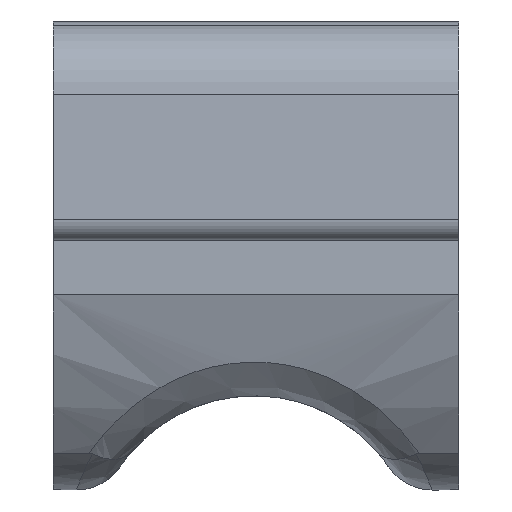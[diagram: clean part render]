
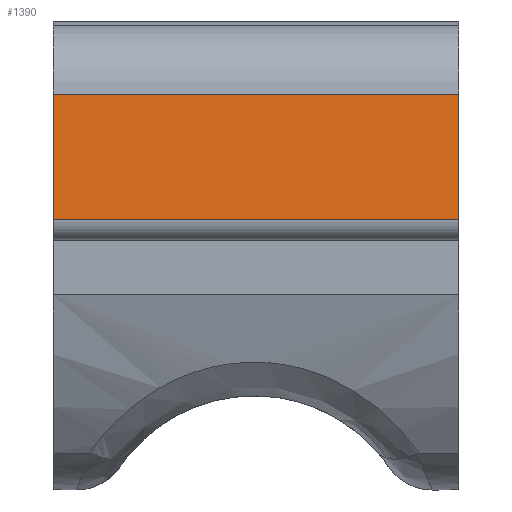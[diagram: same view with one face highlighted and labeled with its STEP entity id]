
A CAD part, left-side view. The second image highlights one B-rep face of the part: STEP entity #1390.
In plain terms, the highlighted planar face has unit normal (-0.999, 0, 0.049).
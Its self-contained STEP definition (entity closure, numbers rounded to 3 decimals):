
#39=PLANE('',#1526);
#103=LINE('',#2568,#231);
#111=LINE('',#2595,#239);
#159=LINE('',#2762,#287);
#160=LINE('',#2764,#288);
#231=VECTOR('',#1692,10.);
#239=VECTOR('',#1714,10.);
#287=VECTOR('',#1860,10.);
#288=VECTOR('',#1863,10.);
#448=FACE_OUTER_BOUND('',#518,.T.);
#518=EDGE_LOOP('',(#1250,#1251,#1252,#1253));
#645=VERTEX_POINT('',#2565);
#646=VERTEX_POINT('',#2567);
#657=VERTEX_POINT('',#2592);
#658=VERTEX_POINT('',#2594);
#806=EDGE_CURVE('',#645,#646,#103,.T.);
#820=EDGE_CURVE('',#657,#658,#111,.T.);
#892=EDGE_CURVE('',#645,#658,#159,.T.);
#893=EDGE_CURVE('',#646,#657,#160,.T.);
#1250=ORIENTED_EDGE('',*,*,#892,.T.);
#1251=ORIENTED_EDGE('',*,*,#820,.F.);
#1252=ORIENTED_EDGE('',*,*,#893,.F.);
#1253=ORIENTED_EDGE('',*,*,#806,.F.);
#1390=ADVANCED_FACE('',(#448),#39,.T.);
#1526=AXIS2_PLACEMENT_3D('',#2763,#1861,#1862);
#1692=DIRECTION('',(-0.049,0.,-0.999));
#1714=DIRECTION('',(0.049,0.,0.999));
#1860=DIRECTION('',(0.,1.,0.));
#1861=DIRECTION('center_axis',(-0.999,0.,0.049));
#1862=DIRECTION('ref_axis',(0.049,0.,0.999));
#1863=DIRECTION('',(0.,1.,0.));
#2565=CARTESIAN_POINT('',(-20.972,-5.,9.758));
#2567=CARTESIAN_POINT('',(-21.123,-5.,6.674));
#2568=CARTESIAN_POINT('',(-20.972,-5.,9.758));
#2592=CARTESIAN_POINT('',(-21.123,5.,6.674));
#2594=CARTESIAN_POINT('',(-20.972,5.,9.758));
#2595=CARTESIAN_POINT('',(-20.972,5.,9.758));
#2762=CARTESIAN_POINT('',(-20.972,0.,9.758));
#2763=CARTESIAN_POINT('Origin',(-21.123,0.,
6.674));
#2764=CARTESIAN_POINT('',(-21.123,0.,6.674));
